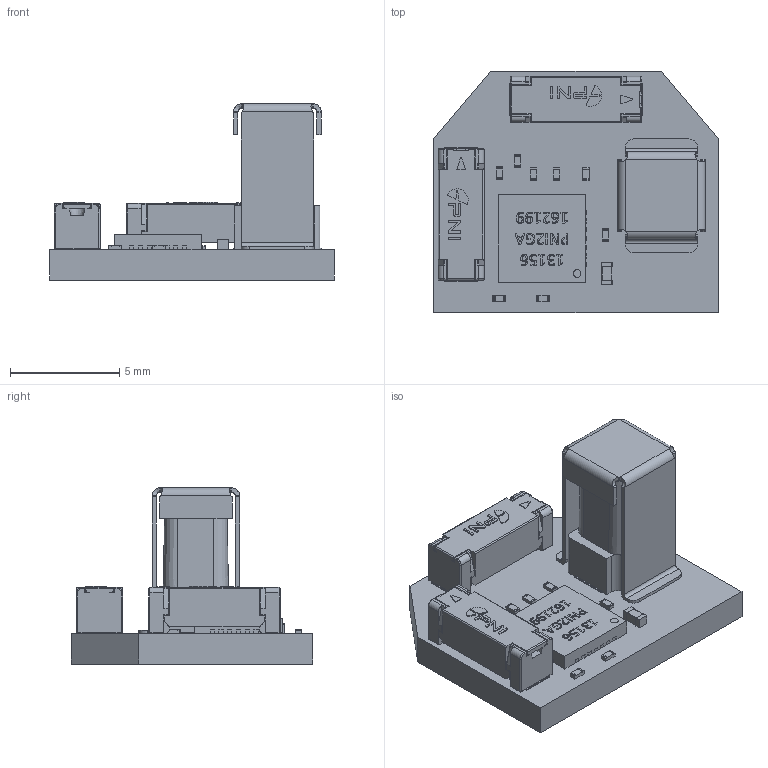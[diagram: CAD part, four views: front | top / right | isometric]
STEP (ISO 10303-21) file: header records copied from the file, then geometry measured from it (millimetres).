
FILE_DESCRIPTION(/* description */ ('STEP AP242','CAx-IF Rec.Pracs.---Representation and Presentation of Product Manufacturing Information (PMI)---4.0---2014-10-13','CAx-IF Rec.Pracs.---3D Tessellated Geometry---0.4---2014-09-14','2;1'),/* implementation_level */ '2;1');
FILE_NAME(/* name */ '69011984702e389a3e7707dd',/* time_stamp */ '2025-10-28T19:29:11Z',/* author */ (''),/* organization */ (''),/* preprocessor_version */ 'ST-DEVELOPER v20',/* originating_system */ 'ONSHAPE BY PTC INC, 1.205',/* authorisation */ ' ');
FILE_SCHEMA (('AP242_MANAGED_MODEL_BASED_3D_ENGINEERING_MIM_LF { 1 0 10303 442 1 1 4 }'));
Products named in the file (1): M10073_rm3100_sob_pub
Bounding box: 13 x 11.05 x 8.05 mm (x, y, z)
Volume: 283.6 mm3; surface area: 778.7 mm2
Topology: 1 solids, 3 shells, 1356 faces, 3750 edges, 2385 vertices
Faces by surface type: plane 729, cylinder 348, bspline 191, sphere 50, torus 26, cone 12
Full cylindrical faces by diameter (mm): 0.2 x4, 0.35 x1, 0.4 x4, 0.6 x3, 0.7 x1, 0.8 x4
Entity records: 58533 total; most frequent: CARTESIAN_POINT 17006, ORIENTED_EDGE 7340, DIRECTION 6287, EDGE_CURVE 3670, LINE 2485, VECTOR 2485, VERTEX_POINT 2368, AXIS2_PLACEMENT_3D 1901
